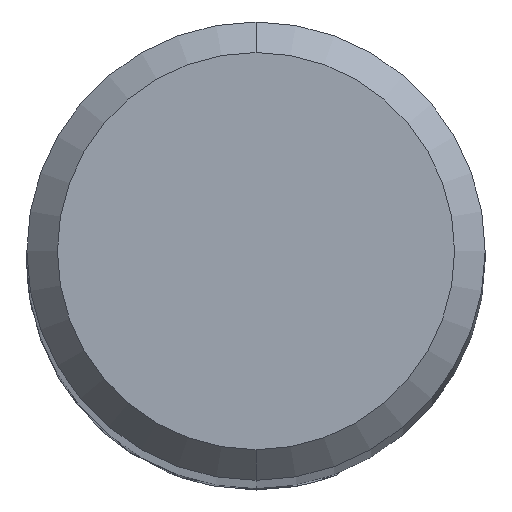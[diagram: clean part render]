
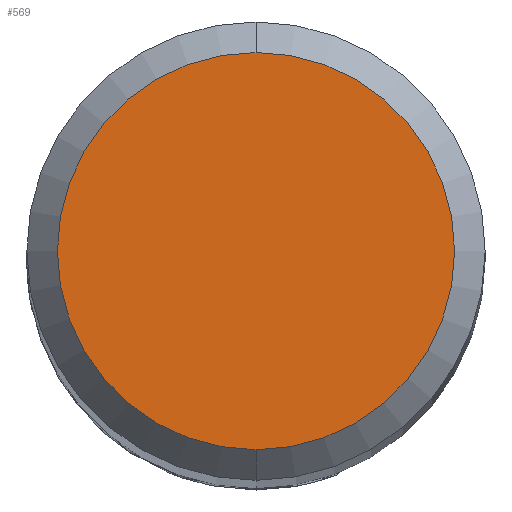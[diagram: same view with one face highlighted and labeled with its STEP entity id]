
A CAD part, top view. The second image highlights one B-rep face of the part: STEP entity #569.
In plain terms, the highlighted planar face has unit normal (0, 0, 1).
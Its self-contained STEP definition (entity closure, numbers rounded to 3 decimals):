
#569=ADVANCED_FACE('',(#1273),#1274,.T.);
#637=VERTEX_POINT('',#1347);
#729=EDGE_CURVE('',#807,#637,#1448,.T.);
#807=VERTEX_POINT('',#1537);
#821=EDGE_CURVE('',#637,#807,#1551,.T.);
#1273=FACE_OUTER_BOUND('',#2649,.T.);
#1274=PLANE('',#2650);
#1347=CARTESIAN_POINT('',(0.,-2.6,0.0));
#1448=CIRCLE('',#3567,2.6);
#1537=CARTESIAN_POINT('',(0.0,2.6,0.0));
#1551=CIRCLE('',#3928,2.6);
#2649=EDGE_LOOP('',(#5663,#5664));
#2650=AXIS2_PLACEMENT_3D('',#5665,#5666,#5667);
#3567=AXIS2_PLACEMENT_3D('',#5819,#5820,#5821);
#3928=AXIS2_PLACEMENT_3D('',#5941,#5942,#5943);
#5663=ORIENTED_EDGE('',*,*,#729,.F.);
#5664=ORIENTED_EDGE('',*,*,#821,.F.);
#5665=CARTESIAN_POINT('',(0.0,1.3,0.0));
#5666=DIRECTION('',(-0.0,0.0,1.0));
#5667=DIRECTION('',(0.0,-1.0,0.0));
#5819=CARTESIAN_POINT('',(0.0,0.0,0.0));
#5820=DIRECTION('',(0.0,0.0,-1.0));
#5821=DIRECTION('',(0.0,1.0,0.0));
#5941=CARTESIAN_POINT('',(0.0,0.0,0.0));
#5942=DIRECTION('',(0.0,0.0,-1.0));
#5943=DIRECTION('',(0.0,1.0,0.0));
